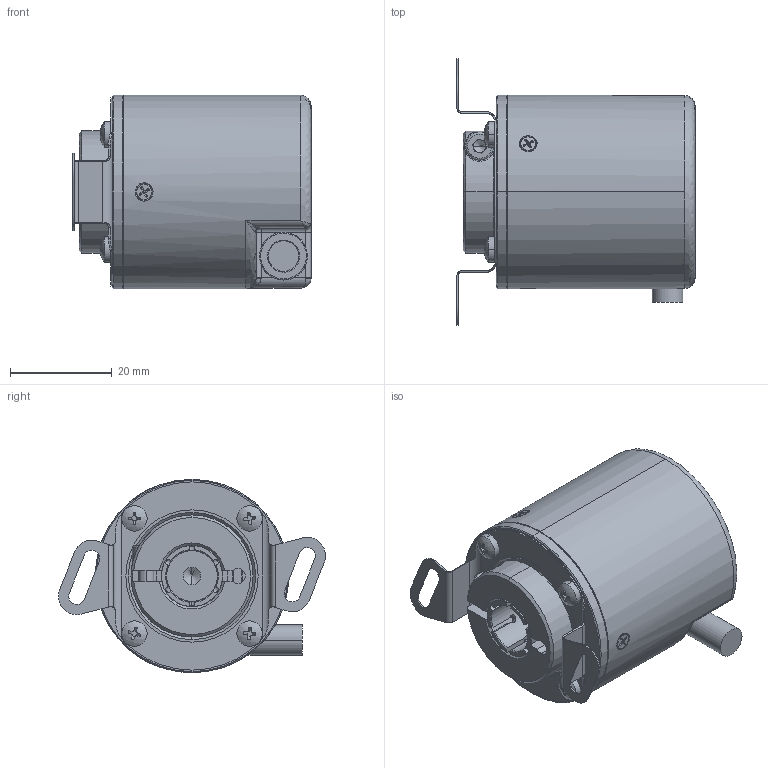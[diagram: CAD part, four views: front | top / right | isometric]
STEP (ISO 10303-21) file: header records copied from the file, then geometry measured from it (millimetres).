
FILE_DESCRIPTION (( 'STEP AP214' ), '1' );
FILE_NAME ('JCCM3801B10(8129B)-AP.STEP', '2025-12-11T02:02:23', ( '' ), ( '' ), 'SwSTEP 2.0', 'SolidWorks 2016', '' );
FILE_SCHEMA (( 'AUTOMOTIVE_DESIGN' ));
Length unit declared in the file: millimetre
Products named in the file (1): JCCM3801B10(8129B)-AP
Bounding box: 46.8 x 52.49 x 38 mm (x, y, z)
Volume: 33980.4 mm3; surface area: 16164.2 mm2
Topology: 20 solids, 21 shells, 815 faces, 2088 edges, 1336 vertices
Faces by surface type: cylinder 377, plane 250, cone 62, torus 62, bspline 60, sphere 4
Entity records: 36634 total; most frequent: CARTESIAN_POINT 15147, ORIENTED_EDGE 4152, DIRECTION 3883, EDGE_CURVE 2076, AXIS2_PLACEMENT_3D 1523, VERTEX_POINT 1336, EDGE_LOOP 872, VECTOR 837
